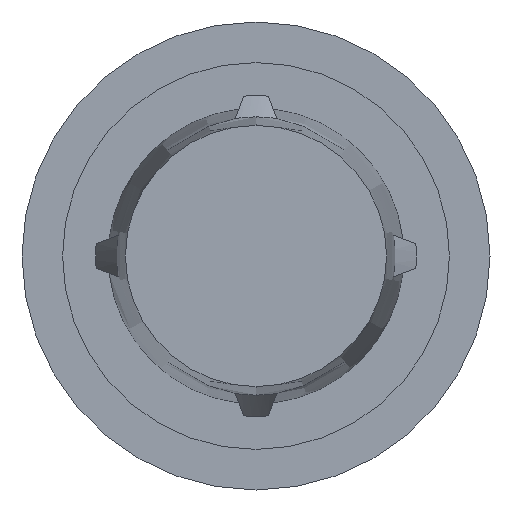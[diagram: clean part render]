
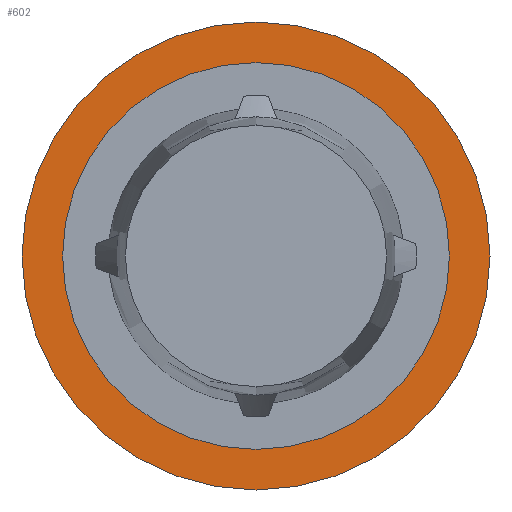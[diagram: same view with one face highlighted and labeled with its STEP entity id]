
A CAD part, front view. The second image highlights one B-rep face of the part: STEP entity #602.
In plain terms, the highlighted planar face has unit normal (0, -1, 0).
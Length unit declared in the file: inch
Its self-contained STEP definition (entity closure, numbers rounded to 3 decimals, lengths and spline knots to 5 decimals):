
#49=CARTESIAN_POINT('',(0.,0.57,0.));
#50=DIRECTION('',(0.,-1.,0.));
#51=DIRECTION('',(0.,0.,-1.));
#52=AXIS2_PLACEMENT_3D('',#49,#50,#51);
#54=CARTESIAN_POINT('',(0.,0.57,0.));
#55=DIRECTION('',(0.,-1.,0.));
#56=DIRECTION('',(0.,0.,1.));
#57=AXIS2_PLACEMENT_3D('',#54,#55,#56);
#59=CARTESIAN_POINT('',(0.,0.57,0.));
#60=DIRECTION('',(0.,-1.,0.));
#61=DIRECTION('',(0.,0.,-1.));
#62=AXIS2_PLACEMENT_3D('',#59,#60,#61);
#64=CARTESIAN_POINT('',(0.,0.57,0.));
#65=DIRECTION('',(0.,-1.,0.));
#66=DIRECTION('',(0.,0.,1.));
#67=AXIS2_PLACEMENT_3D('',#64,#65,#66);
#409=CARTESIAN_POINT('',(0.,0.57,0.1875));
#410=CARTESIAN_POINT('',(0.,0.57,-0.1875));
#411=VERTEX_POINT('',#409);
#412=VERTEX_POINT('',#410);
#437=CARTESIAN_POINT('',(0.,0.57,-0.155));
#438=CARTESIAN_POINT('',(0.,0.57,0.155));
#439=VERTEX_POINT('',#437);
#440=VERTEX_POINT('',#438);
#587=CARTESIAN_POINT('',(-0.125,0.57,0.));
#588=DIRECTION('',(0.,-1.,0.));
#589=DIRECTION('',(0.,0.,-1.));
#590=AXIS2_PLACEMENT_3D('',#587,#588,#589);
#591=PLANE('',#590);
#592=ORIENTED_EDGE('',*,*,#553,.F.);
#593=ORIENTED_EDGE('',*,*,#569,.F.);
#594=EDGE_LOOP('',(#592,#593));
#595=FACE_OUTER_BOUND('',#594,.F.);
#597=ORIENTED_EDGE('',*,*,#596,.T.);
#599=ORIENTED_EDGE('',*,*,#598,.T.);
#600=EDGE_LOOP('',(#597,#599));
#601=FACE_BOUND('',#600,.F.);
#602=ADVANCED_FACE('',(#595,#601),#591,.T.);
#53=CIRCLE('',#52,0.1875);
#58=CIRCLE('',#57,0.1875);
#63=CIRCLE('',#62,0.155);
#68=CIRCLE('',#67,0.155);
#553=EDGE_CURVE('',#412,#411,#53,.T.);
#569=EDGE_CURVE('',#411,#412,#58,.T.);
#596=EDGE_CURVE('',#439,#440,#63,.T.);
#598=EDGE_CURVE('',#440,#439,#68,.T.);
